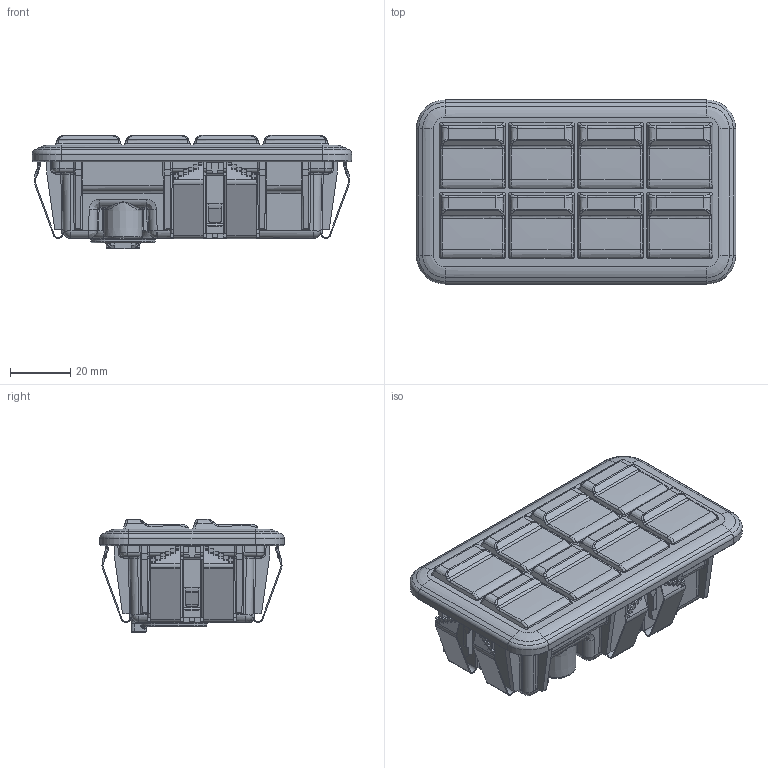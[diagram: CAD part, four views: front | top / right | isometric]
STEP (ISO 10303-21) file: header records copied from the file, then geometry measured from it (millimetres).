
FILE_DESCRIPTION((''),'2;1');
FILE_NAME('3KX08-G2-2R_REV2_SW','2017-11-10T',('vlisnic'),(''),'PRO/ENGINEER BY PARAMETRIC TECHNOLOGY CORPORATION, 2016100','PRO/ENGINEER BY PARAMETRIC TECHNOLOGY CORPORATION, 2016100','');
FILE_SCHEMA(('CONFIG_CONTROL_DESIGN'));
Products named in the file (1): 3KX08-G2-2R_REV2_SW
Bounding box: 106.19 x 61.2 x 37.59 mm (x, y, z)
Volume: 126456.7 mm3; surface area: 43354.4 mm2
Topology: 1 solids, 7 shells, 2902 faces, 7650 edges, 4798 vertices
Faces by surface type: plane 1491, cylinder 842, bspline 306, torus 80, extrusion 76, sphere 52, cone 47, revolution 8
Entity records: 113898 total; most frequent: CARTESIAN_POINT 44452, ORIENTED_EDGE 15272, DIRECTION 13295, EDGE_CURVE 7636, VECTOR 4995, LINE 4919, VERTEX_POINT 4798, AXIS2_PLACEMENT_3D 4146
